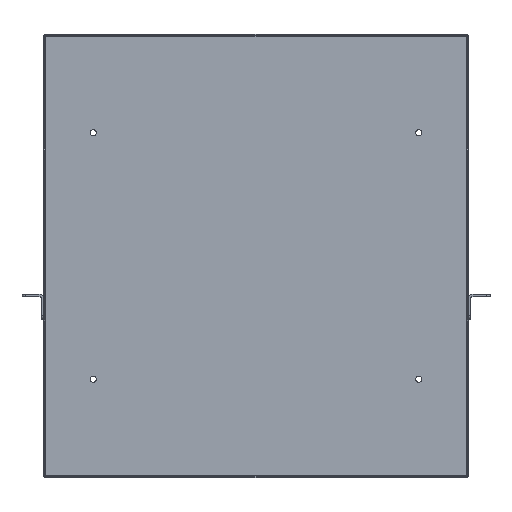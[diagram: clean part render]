
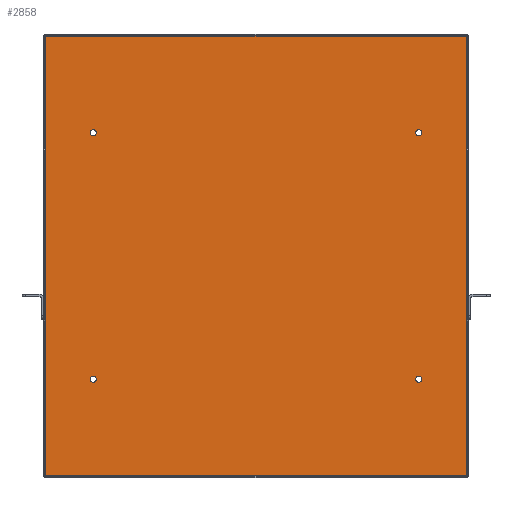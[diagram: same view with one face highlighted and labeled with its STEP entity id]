
A CAD part, top view. The second image highlights one B-rep face of the part: STEP entity #2858.
In plain terms, the highlighted planar face has unit normal (0, 0, 1).
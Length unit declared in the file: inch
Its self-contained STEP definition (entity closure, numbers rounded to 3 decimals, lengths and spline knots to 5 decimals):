
#71 = AXIS2_PLACEMENT_3D ( 'NONE', #1908, #621, #3163 ) ;
#141 = LINE ( 'NONE', #3058, #2730 ) ;
#146 = EDGE_CURVE ( 'NONE', #2700, #2700, #265, .T. ) ;
#220 = EDGE_CURVE ( 'NONE', #3970, #3644, #1991, .T. ) ;
#265 = CIRCLE ( 'NONE', #3276, 0.125 ) ;
#267 = DIRECTION ( 'NONE',  ( 0., 0., 1. ) ) ;
#287 = LINE ( 'NONE', #2544, #1783 ) ;
#342 = CARTESIAN_POINT ( 'NONE',  ( -6.609, -5., 0.057 ) ) ;
#345 = FACE_BOUND ( 'NONE', #2354, .T. ) ;
#362 = CARTESIAN_POINT ( 'NONE',  ( -8.53923, -8.91423, 0.057 ) ) ;
#476 = EDGE_CURVE ( 'NONE', #2661, #2661, #744, .T. ) ;
#582 = CIRCLE ( 'NONE', #2922, 0.125 ) ;
#621 = DIRECTION ( 'NONE',  ( 0., 0., 1. ) ) ;
#647 = VERTEX_POINT ( 'NONE', #3463 ) ;
#675 = PLANE ( 'NONE',  #1751 ) ;
#743 = ORIENTED_EDGE ( 'NONE', *, *, #476, .F. ) ;
#744 = CIRCLE ( 'NONE', #71, 0.125 ) ;
#815 = EDGE_CURVE ( 'NONE', #2849, #647, #141, .T. ) ;
#929 = ORIENTED_EDGE ( 'NONE', *, *, #815, .F. ) ;
#943 = EDGE_CURVE ( 'NONE', #3903, #3903, #582, .T. ) ;
#955 = DIRECTION ( 'NONE',  ( -1., 0., 0. ) ) ;
#987 = DIRECTION ( 'NONE',  ( 0., 0., 1. ) ) ;
#1043 = CARTESIAN_POINT ( 'NONE',  ( 8.539, 9., 0.057 ) ) ;
#1048 = EDGE_LOOP ( 'NONE', ( #4115 ) ) ;
#1111 = CARTESIAN_POINT ( 'NONE',  ( -6.484, -5., 0.057 ) ) ;
#1149 = CARTESIAN_POINT ( 'NONE',  ( 8.53923, -8.91423, 0.057 ) ) ;
#1208 = CARTESIAN_POINT ( 'NONE',  ( -6.609, 5., 0.057 ) ) ;
#1235 = DIRECTION ( 'NONE',  ( 0., 0., 1. ) ) ;
#1560 = ORIENTED_EDGE ( 'NONE', *, *, #2751, .F. ) ;
#1596 = EDGE_LOOP ( 'NONE', ( #3639, #929, #2241, #3692 ) ) ;
#1751 = AXIS2_PLACEMENT_3D ( 'NONE', #3857, #2286, #955 ) ;
#1783 = VECTOR ( 'NONE', #3841, 39.37008 ) ;
#1875 = VECTOR ( 'NONE', #2636, 39.37008 ) ;
#1908 = CARTESIAN_POINT ( 'NONE',  ( 6.609, 5., 0.057 ) ) ;
#1982 = FACE_BOUND ( 'NONE', #3010, .T. ) ;
#1991 = LINE ( 'NONE', #1043, #1875 ) ;
#2241 = ORIENTED_EDGE ( 'NONE', *, *, #3741, .F. ) ;
#2286 = DIRECTION ( 'NONE',  ( 0., 0., -1. ) ) ;
#2298 = CARTESIAN_POINT ( 'NONE',  ( 6.734, -5., 0.057 ) ) ;
#2354 = EDGE_LOOP ( 'NONE', ( #1560 ) ) ;
#2493 = EDGE_LOOP ( 'NONE', ( #3658 ) ) ;
#2497 = DIRECTION ( 'NONE',  ( 1., 0., 0. ) ) ;
#2538 = DIRECTION ( 'NONE',  ( 1., 0., 0. ) ) ;
#2544 = CARTESIAN_POINT ( 'NONE',  ( -8.625, -8.914, 0.057 ) ) ;
#2582 = FACE_BOUND ( 'NONE', #2493, .T. ) ;
#2602 = FACE_BOUND ( 'NONE', #1048, .T. ) ;
#2636 = DIRECTION ( 'NONE',  ( 0., -1., 0. ) ) ;
#2644 = VECTOR ( 'NONE', #4047, 39.37008 ) ;
#2661 = VERTEX_POINT ( 'NONE', #3969 ) ;
#2700 = VERTEX_POINT ( 'NONE', #2298 ) ;
#2730 = VECTOR ( 'NONE', #4003, 39.37008 ) ;
#2751 = EDGE_CURVE ( 'NONE', #3925, #3925, #3089, .T. ) ;
#2849 = VERTEX_POINT ( 'NONE', #362 ) ;
#2858 = ADVANCED_FACE ( 'NONE', ( #3875, #2582, #345, #2602, #1982 ), #675, .F. ) ;
#2867 = CARTESIAN_POINT ( 'NONE',  ( 6.609, -5., 0.057 ) ) ;
#2922 = AXIS2_PLACEMENT_3D ( 'NONE', #342, #987, #2538 ) ;
#3001 = CARTESIAN_POINT ( 'NONE',  ( -6.484, 5., 0.057 ) ) ;
#3010 = EDGE_LOOP ( 'NONE', ( #743 ) ) ;
#3058 = CARTESIAN_POINT ( 'NONE',  ( -8.539, 9., 0.057 ) ) ;
#3089 = CIRCLE ( 'NONE', #3959, 0.125 ) ;
#3101 = CARTESIAN_POINT ( 'NONE',  ( -8.625, 8.914, 0.057 ) ) ;
#3163 = DIRECTION ( 'NONE',  ( 1., 0., 0. ) ) ;
#3276 = AXIS2_PLACEMENT_3D ( 'NONE', #2867, #1235, #4155 ) ;
#3435 = LINE ( 'NONE', #3101, #2644 ) ;
#3463 = CARTESIAN_POINT ( 'NONE',  ( -8.53923, 8.91423, 0.057 ) ) ;
#3532 = CARTESIAN_POINT ( 'NONE',  ( 8.53923, 8.91423, 0.057 ) ) ;
#3570 = EDGE_CURVE ( 'NONE', #647, #3970, #3435, .T. ) ;
#3639 = ORIENTED_EDGE ( 'NONE', *, *, #3570, .F. ) ;
#3644 = VERTEX_POINT ( 'NONE', #1149 ) ;
#3658 = ORIENTED_EDGE ( 'NONE', *, *, #943, .F. ) ;
#3692 = ORIENTED_EDGE ( 'NONE', *, *, #220, .F. ) ;
#3741 = EDGE_CURVE ( 'NONE', #3644, #2849, #287, .T. ) ;
#3841 = DIRECTION ( 'NONE',  ( -1., 0., 0. ) ) ;
#3857 = CARTESIAN_POINT ( 'NONE',  ( -8.625, 9., 0.057 ) ) ;
#3875 = FACE_OUTER_BOUND ( 'NONE', #1596, .T. ) ;
#3903 = VERTEX_POINT ( 'NONE', #1111 ) ;
#3925 = VERTEX_POINT ( 'NONE', #3001 ) ;
#3959 = AXIS2_PLACEMENT_3D ( 'NONE', #1208, #267, #2497 ) ;
#3969 = CARTESIAN_POINT ( 'NONE',  ( 6.734, 5., 0.057 ) ) ;
#3970 = VERTEX_POINT ( 'NONE', #3532 ) ;
#4003 = DIRECTION ( 'NONE',  ( 0., 1., 0. ) ) ;
#4047 = DIRECTION ( 'NONE',  ( 1., 0., 0. ) ) ;
#4115 = ORIENTED_EDGE ( 'NONE', *, *, #146, .F. ) ;
#4155 = DIRECTION ( 'NONE',  ( 1., 0., 0. ) ) ;
